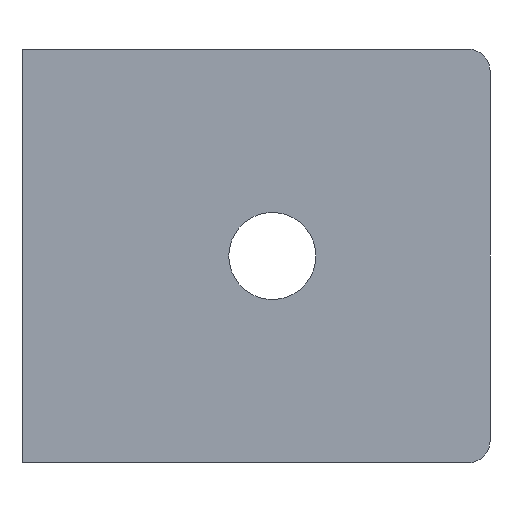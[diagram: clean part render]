
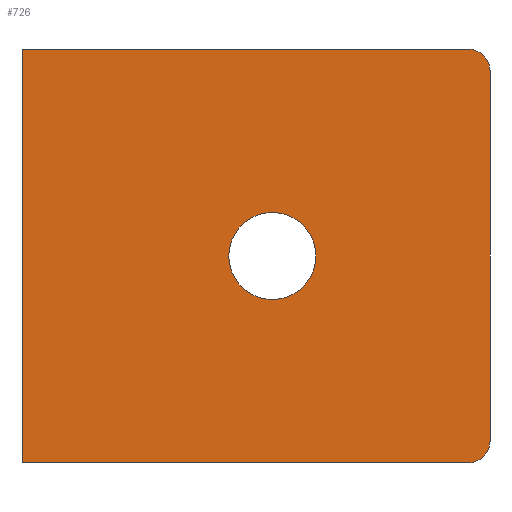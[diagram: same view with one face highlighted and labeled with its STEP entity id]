
A CAD part, front view. The second image highlights one B-rep face of the part: STEP entity #726.
In plain terms, the highlighted planar face has unit normal (0, -1, 0).
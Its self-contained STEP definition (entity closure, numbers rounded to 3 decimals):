
#18 = DIRECTION ( 'NONE',  ( 0., 1., 0. ) ) ;
#55 = DIRECTION ( 'NONE',  ( 0., 0., 1. ) ) ;
#115 = ORIENTED_EDGE ( 'NONE', *, *, #5892, .T. ) ;
#358 = CIRCLE ( 'NONE', #3804, 4. ) ;
#370 = AXIS2_PLACEMENT_3D ( 'NONE', #2089, #18, #571 ) ;
#387 = VERTEX_POINT ( 'NONE', #5038 ) ;
#401 = LINE ( 'NONE', #829, #3133 ) ;
#571 = DIRECTION ( 'NONE',  ( 0., 0., 1. ) ) ;
#631 = VERTEX_POINT ( 'NONE', #1936 ) ;
#726 = ADVANCED_FACE ( 'NONE', ( #1806, #2840 ), #1348, .F. ) ;
#760 = CIRCLE ( 'NONE', #6035, 4. ) ;
#809 = DIRECTION ( 'NONE',  ( 1., 0., 0. ) ) ;
#829 = CARTESIAN_POINT ( 'NONE',  ( -16., -30., 19. ) ) ;
#843 = ORIENTED_EDGE ( 'NONE', *, *, #5807, .T. ) ;
#985 = CARTESIAN_POINT ( 'NONE',  ( 7., -30., -4. ) ) ;
#1094 = CIRCLE ( 'NONE', #4389, 2. ) ;
#1233 = DIRECTION ( 'NONE',  ( 0., 1., 0. ) ) ;
#1284 = DIRECTION ( 'NONE',  ( 0., 1., 0. ) ) ;
#1348 = PLANE ( 'NONE',  #370 ) ;
#1422 = ORIENTED_EDGE ( 'NONE', *, *, #6022, .T. ) ;
#1688 = VERTEX_POINT ( 'NONE', #5873 ) ;
#1717 = CARTESIAN_POINT ( 'NONE',  ( 25., -30., -17. ) ) ;
#1729 = ORIENTED_EDGE ( 'NONE', *, *, #5601, .T. ) ;
#1806 = FACE_BOUND ( 'NONE', #6184, .T. ) ;
#1906 = VERTEX_POINT ( 'NONE', #3268 ) ;
#1934 = VERTEX_POINT ( 'NONE', #2268 ) ;
#1936 = CARTESIAN_POINT ( 'NONE',  ( 25., -30., -19. ) ) ;
#2089 = CARTESIAN_POINT ( 'NONE',  ( -16., -30., 19. ) ) ;
#2222 = DIRECTION ( 'NONE',  ( 0., 0., 1. ) ) ;
#2244 = ORIENTED_EDGE ( 'NONE', *, *, #3000, .F. ) ;
#2268 = CARTESIAN_POINT ( 'NONE',  ( -16., -30., 19. ) ) ;
#2384 = VECTOR ( 'NONE', #6421, 1000. ) ;
#2397 = CARTESIAN_POINT ( 'NONE',  ( 27., -30., -17. ) ) ;
#2840 = FACE_OUTER_BOUND ( 'NONE', #4207, .T. ) ;
#3000 = EDGE_CURVE ( 'NONE', #1934, #387, #401, .T. ) ;
#3017 = VECTOR ( 'NONE', #3872, 1000. ) ;
#3132 = DIRECTION ( 'NONE',  ( 0., -1., 0. ) ) ;
#3133 = VECTOR ( 'NONE', #809, 1000. ) ;
#3268 = CARTESIAN_POINT ( 'NONE',  ( 7., -30., 4. ) ) ;
#3453 = CARTESIAN_POINT ( 'NONE',  ( -16., -30., -19. ) ) ;
#3712 = LINE ( 'NONE', #5920, #2384 ) ;
#3804 = AXIS2_PLACEMENT_3D ( 'NONE', #4321, #1284, #4813 ) ;
#3872 = DIRECTION ( 'NONE',  ( 1., 0., 0. ) ) ;
#3987 = VERTEX_POINT ( 'NONE', #985 ) ;
#4026 = LINE ( 'NONE', #5394, #3017 ) ;
#4102 = LINE ( 'NONE', #5667, #5413 ) ;
#4207 = EDGE_LOOP ( 'NONE', ( #6284, #1422, #2244, #115, #843, #1729 ) ) ;
#4264 = AXIS2_PLACEMENT_3D ( 'NONE', #6080, #3132, #55 ) ;
#4270 = CARTESIAN_POINT ( 'NONE',  ( 7., -30., 0. ) ) ;
#4321 = CARTESIAN_POINT ( 'NONE',  ( 7., -30., 0. ) ) ;
#4389 = AXIS2_PLACEMENT_3D ( 'NONE', #1717, #5228, #2222 ) ;
#4769 = DIRECTION ( 'NONE',  ( 0., 0., 1. ) ) ;
#4813 = DIRECTION ( 'NONE',  ( 0., 0., 1. ) ) ;
#5038 = CARTESIAN_POINT ( 'NONE',  ( 25., -30., 19. ) ) ;
#5080 = ORIENTED_EDGE ( 'NONE', *, *, #6234, .T. ) ;
#5228 = DIRECTION ( 'NONE',  ( 0., -1., 0. ) ) ;
#5394 = CARTESIAN_POINT ( 'NONE',  ( -16., -30., -19. ) ) ;
#5413 = VECTOR ( 'NONE', #6167, 1000. ) ;
#5601 = EDGE_CURVE ( 'NONE', #631, #6305, #1094, .T. ) ;
#5639 = EDGE_CURVE ( 'NONE', #3987, #1906, #760, .T. ) ;
#5667 = CARTESIAN_POINT ( 'NONE',  ( 27., -30., 19. ) ) ;
#5807 = EDGE_CURVE ( 'NONE', #5888, #631, #4026, .T. ) ;
#5860 = CIRCLE ( 'NONE', #4264, 2. ) ;
#5873 = CARTESIAN_POINT ( 'NONE',  ( 27., -30., 17. ) ) ;
#5888 = VERTEX_POINT ( 'NONE', #3453 ) ;
#5892 = EDGE_CURVE ( 'NONE', #1934, #5888, #3712, .T. ) ;
#5920 = CARTESIAN_POINT ( 'NONE',  ( -16., -30., 19. ) ) ;
#6022 = EDGE_CURVE ( 'NONE', #1688, #387, #5860, .T. ) ;
#6023 = ORIENTED_EDGE ( 'NONE', *, *, #5639, .T. ) ;
#6035 = AXIS2_PLACEMENT_3D ( 'NONE', #4270, #1233, #4769 ) ;
#6080 = CARTESIAN_POINT ( 'NONE',  ( 25., -30., 17. ) ) ;
#6140 = EDGE_CURVE ( 'NONE', #1688, #6305, #4102, .T. ) ;
#6167 = DIRECTION ( 'NONE',  ( 0., 0., -1. ) ) ;
#6184 = EDGE_LOOP ( 'NONE', ( #6023, #5080 ) ) ;
#6234 = EDGE_CURVE ( 'NONE', #1906, #3987, #358, .T. ) ;
#6284 = ORIENTED_EDGE ( 'NONE', *, *, #6140, .F. ) ;
#6305 = VERTEX_POINT ( 'NONE', #2397 ) ;
#6421 = DIRECTION ( 'NONE',  ( 0., 0., -1. ) ) ;
